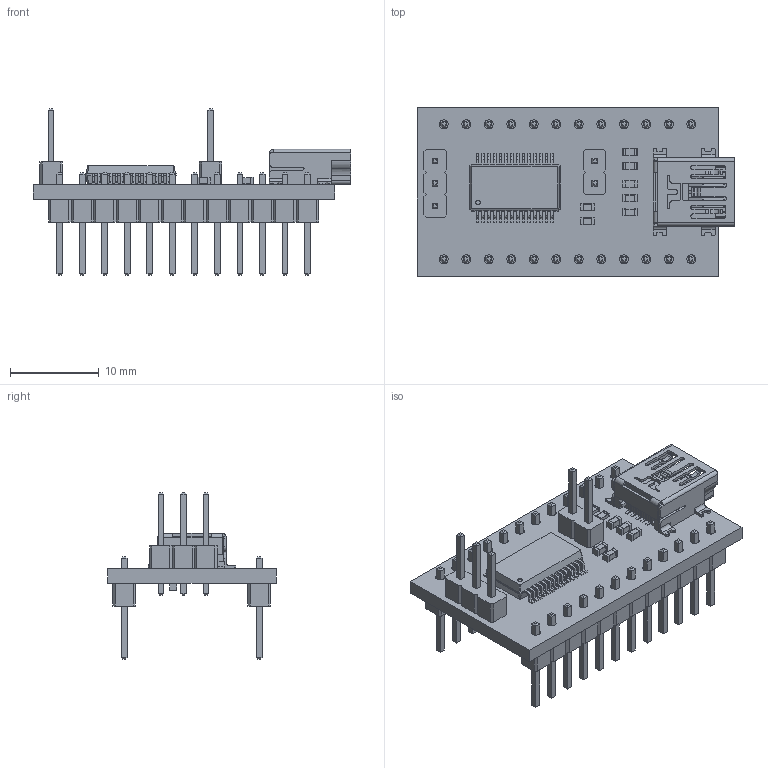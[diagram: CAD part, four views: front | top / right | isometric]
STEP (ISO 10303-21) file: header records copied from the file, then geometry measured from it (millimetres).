
FILE_DESCRIPTION(/* description */ (''),/* implementation_level */ '2;1');
FILE_NAME(/* name */ 'FT232RL_Akizuki_Module v1.step',/* time_stamp */ '2020-04-18T13:44:40+09:00',/* author */ (''),/* organization */ (''),/* preprocessor_version */ 'ST-DEVELOPER v18.1',/* originating_system */ 'Autodesk Translation Framework v9.2.0.1227',/* authorisation */ '');
FILE_SCHEMA (('AUTOMOTIVE_DESIGN { 1 0 10303 214 3 1 1 }'));
Length unit declared in the file: millimetre
Products named in the file (16): FT232RL_Akizuki_Module; C_0603_1608Metric; SOLID (1); USB_Mini-B_Lumberg_2486_01_Horizontal; SOLID (6); PinHeader_1x12_P2; SOLID (4); PinHeader_1x02_P2; SOLID (2); PinHeader_1x03_P2; SOLID (3); R_0603_1608Metric; SOLID; SSOP-28_5.3x10.2mm_P0; SOLID (5); COMPOUND
Assembly tree (23 placements, depth 3):
  FT232RL_Akizuki_Module
    C_0603_1608Metric  x7
      SOLID (1)
    USB_Mini-B_Lumberg_2486_01_Horizontal
      SOLID (6)
    PinHeader_1x12_P2  x2
      SOLID (4)
    PinHeader_1x02_P2
      SOLID (2)
    PinHeader_1x03_P2
      SOLID (3)
    R_0603_1608Metric  x2
      SOLID
    SSOP-28_5.3x10.2mm_P0
      SOLID (5)
    COMPOUND
Bounding box: 35.8 x 19 x 18.78 mm (x, y, z)
Volume: 1838 mm3; surface area: 3920.9 mm2
Topology: 16 solids, 16 shells, 1931 faces, 5177 edges, 3325 vertices
Faces by surface type: plane 1515, cylinder 414, torus 2
Full cylindrical faces by diameter (mm): 0.5 x1, 0.8 x2, 1 x31
Entity records: 48255 total; most frequent: CARTESIAN_POINT 8808, ORIENTED_EDGE 7950, DIRECTION 7677, EDGE_CURVE 3975, LINE 3233, VECTOR 3233, VERTEX_POINT 2557, AXIS2_PLACEMENT_3D 2222
